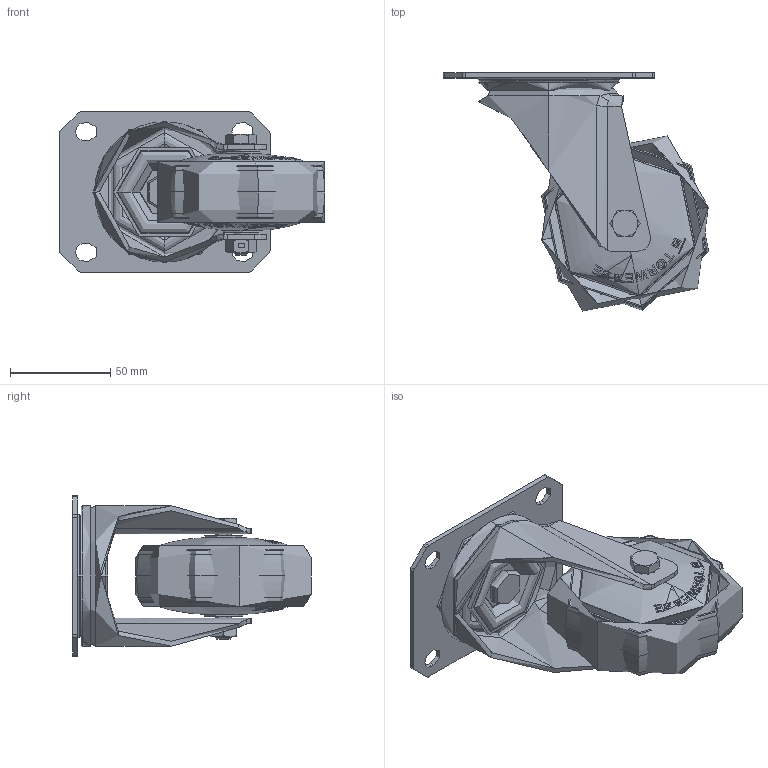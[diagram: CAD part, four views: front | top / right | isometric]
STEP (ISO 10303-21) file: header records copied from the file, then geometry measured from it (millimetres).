
FILE_DESCRIPTION (( 'STEP AP214' ), '1' );
FILE_NAME ('0056092.step', '2023-11-06T12:05:08', ( '' ), ( '' ), 'SwSTEP 2.0', 'SolidWorks 2020', '' );
FILE_SCHEMA (( 'AUTOMOTIVE_DESIGN' ));
Length unit declared in the file: millimetre
Products named in the file (1): 0056092
Bounding box: 132.15 x 118.66 x 80 mm (x, y, z)
Volume: 227514.6 mm3; surface area: 132466.7 mm2
Topology: 10 solids, 10 shells, 805 faces, 2056 edges, 1291 vertices
Faces by surface type: bspline 312, torus 192, cylinder 103, plane 102, cone 80, sphere 16
Entity records: 48108 total; most frequent: CARTESIAN_POINT 22402, ORIENTED_EDGE 4048, DIRECTION 2549, EDGE_CURVE 2024, VERTEX_POINT 1275, AXIS2_PLACEMENT_3D 1132, B_SPLINE_CURVE_WITH_KNOTS 1090, EDGE_LOOP 885
